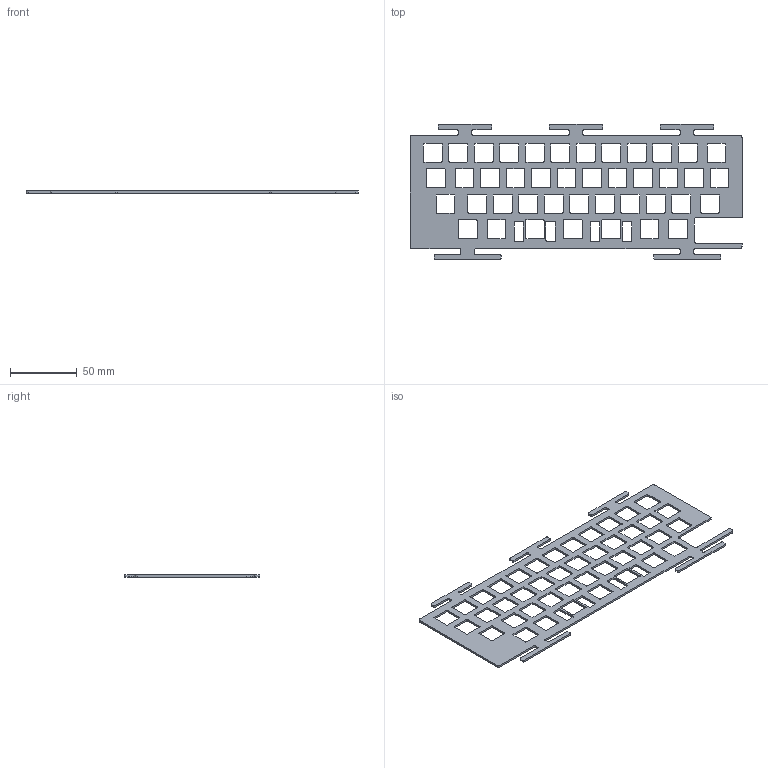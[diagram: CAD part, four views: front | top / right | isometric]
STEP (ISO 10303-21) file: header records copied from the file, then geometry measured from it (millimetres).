
FILE_DESCRIPTION(/* description */ ('','CAx-IF Rec.Pracs.---Representation and Presentation of Product Manufacturing Information (PMI)---4.0---2014-10-13'),/* implementation_level */ '2;1');
FILE_NAME(/* name */ 'Plate.step',/* time_stamp */ '2025-03-17T17:54:39+01:00',/* author */ (''),/* organization */ (''),/* preprocessor_version */ 'ST-DEVELOPER v20',/* originating_system */ 'Autodesk Translation Framework v13.20.0.188',/* authorisation */ '');
FILE_SCHEMA (('AP242_MANAGED_MODEL_BASED_3D_ENGINEERING_MIM_LF { 1 0 10303 442 1 1 4 }'));
Length unit declared in the file: millimetre
Products named in the file (3): Pancake case; Pancake; PCB & Plate
Assembly tree (2 placements, depth 3):
  Pancake case
    Pancake
      PCB & Plate
Bounding box: 248 x 101 x 1.5 mm (x, y, z)
Volume: 19222.1 mm3; surface area: 31064.9 mm2
Topology: 1 solids, 1 shells, 466 faces, 1392 edges, 928 vertices
Faces by surface type: plane 234, cylinder 232
Entity records: 16078 total; most frequent: DIRECTION 2798, CARTESIAN_POINT 2791, ORIENTED_EDGE 2784, EDGE_CURVE 1392, AXIS2_PLACEMENT_3D 935, LINE 928, VECTOR 928, VERTEX_POINT 928
